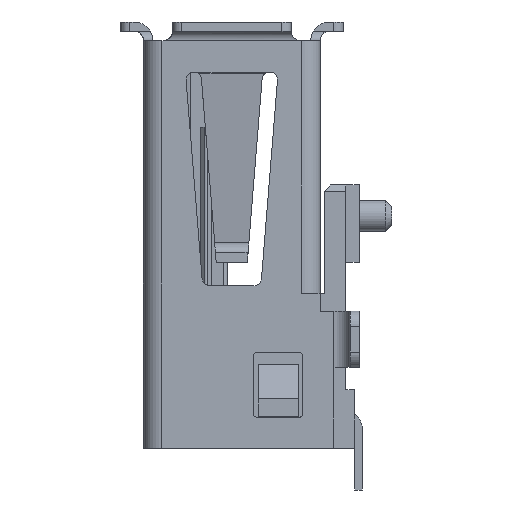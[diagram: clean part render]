
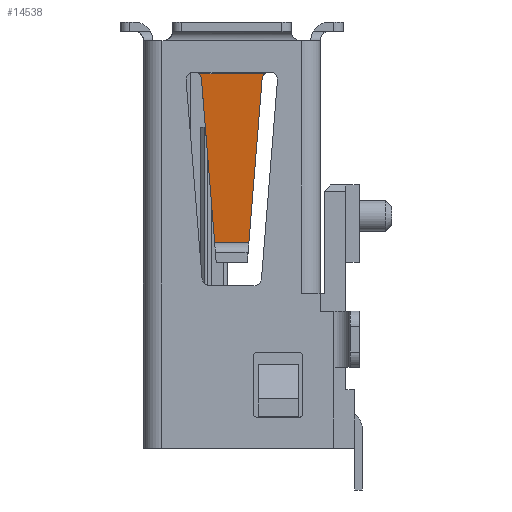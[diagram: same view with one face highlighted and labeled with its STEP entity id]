
A CAD part, left-side view. The second image highlights one B-rep face of the part: STEP entity #14538.
In plain terms, the highlighted planar face has unit normal (-0.995, 0, -0.103).
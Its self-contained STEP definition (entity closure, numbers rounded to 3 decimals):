
#188 = VERTEX_POINT ( 'NONE', #312 ) ;
#250 = ORIENTED_EDGE ( 'NONE', *, *, #8338, .T. ) ;
#288 = VERTEX_POINT ( 'NONE', #5800 ) ;
#312 = CARTESIAN_POINT ( 'NONE',  ( -6.529, 0.981, -1.85 ) ) ;
#1177 = ORIENTED_EDGE ( 'NONE', *, *, #4789, .T. ) ;
#1246 = DIRECTION ( 'NONE',  ( 0., -1., 0. ) ) ;
#1296 = CARTESIAN_POINT ( 'NONE',  ( -6.529, -0.981, -1.85 ) ) ;
#1350 = DIRECTION ( 'NONE',  ( 0.103, -0.08, -0.992 ) ) ;
#1768 = CARTESIAN_POINT ( 'NONE',  ( -6.547, 1.066, -1.682 ) ) ;
#2196 = VECTOR ( 'NONE', #14464, 1000. ) ;
#2468 = DIRECTION ( 'NONE',  ( -0.103, -0.08, 0.992 ) ) ;
#2619 = CARTESIAN_POINT ( 'NONE',  ( -6.536, -0.987, -1.784 ) ) ;
#2898 = VERTEX_POINT ( 'NONE', #10556 ) ;
#2935 = LINE ( 'NONE', #7928, #2196 ) ;
#3279 = DIRECTION ( 'NONE',  ( -0.103, 0., 0.995 ) ) ;
#3657 = LINE ( 'NONE', #15046, #6781 ) ;
#3684 = LINE ( 'NONE', #14753, #12650 ) ;
#3952 = EDGE_CURVE ( 'NONE', #2898, #8221, #3684, .T. ) ;
#4733 =( BOUNDED_CURVE ( )  B_SPLINE_CURVE ( 3, ( #1296, #2619, #13898, #7611 ),
 .UNSPECIFIED., .F., .T. ) 
 B_SPLINE_CURVE_WITH_KNOTS ( ( 4, 4 ),
 ( 1.651, 2.424 ),
 .UNSPECIFIED. ) 
 CURVE ( )  GEOMETRIC_REPRESENTATION_ITEM ( )  RATIONAL_B_SPLINE_CURVE ( ( 1., 0.951, 0.951, 1. ) ) 
 REPRESENTATION_ITEM ( '' )  );
#4789 = EDGE_CURVE ( 'NONE', #188, #2898, #6188, .T. ) ;
#5120 = CARTESIAN_POINT ( 'NONE',  ( -6.529, 0.981, -1.85 ) ) ;
#5135 = EDGE_CURVE ( 'NONE', #14818, #15475, #2935, .T. ) ;
#5509 = CARTESIAN_POINT ( 'NONE',  ( -6.542, 1.016, -1.725 ) ) ;
#5566 = CARTESIAN_POINT ( 'NONE',  ( -6.547, -1.066, -1.682 ) ) ;
#5800 = CARTESIAN_POINT ( 'NONE',  ( -6.529, -0.981, -1.85 ) ) ;
#5804 = ORIENTED_EDGE ( 'NONE', *, *, #16174, .T. ) ;
#5971 = EDGE_CURVE ( 'NONE', #8221, #288, #3657, .T. ) ;
#6029 = PLANE ( 'NONE',  #9384 ) ;
#6188 = LINE ( 'NONE', #5120, #7963 ) ;
#6781 = VECTOR ( 'NONE', #2468, 1000. ) ;
#7008 = CARTESIAN_POINT ( 'NONE',  ( -5.982, -0.554, -7.149 ) ) ;
#7611 = CARTESIAN_POINT ( 'NONE',  ( -6.547, -1.066, -1.682 ) ) ;
#7928 = CARTESIAN_POINT ( 'NONE',  ( -6.547, -1., -1.682 ) ) ;
#7963 = VECTOR ( 'NONE', #1350, 1000. ) ;
#8221 = VERTEX_POINT ( 'NONE', #7008 ) ;
#8338 = EDGE_CURVE ( 'NONE', #14818, #188, #13001, .T. ) ;
#9340 = CARTESIAN_POINT ( 'NONE',  ( -6.536, 0.987, -1.784 ) ) ;
#9384 = AXIS2_PLACEMENT_3D ( 'NONE', #11012, #13544, #3279 ) ;
#9422 = CARTESIAN_POINT ( 'NONE',  ( -6.547, 1.066, -1.682 ) ) ;
#9666 = ORIENTED_EDGE ( 'NONE', *, *, #3952, .T. ) ;
#10556 = CARTESIAN_POINT ( 'NONE',  ( -5.982, 0.554, -7.149 ) ) ;
#10664 = CARTESIAN_POINT ( 'NONE',  ( -6.529, 0.981, -1.85 ) ) ;
#10857 = ORIENTED_EDGE ( 'NONE', *, *, #5971, .T. ) ;
#11012 = CARTESIAN_POINT ( 'NONE',  ( -5.982, -1., -7.149 ) ) ;
#12650 = VECTOR ( 'NONE', #1246, 1000. ) ;
#13001 =( BOUNDED_CURVE ( )  B_SPLINE_CURVE ( 3, ( #9422, #5509, #9340, #10664 ),
 .UNSPECIFIED., .F., .F. ) 
 B_SPLINE_CURVE_WITH_KNOTS ( ( 4, 4 ),
 ( 3.859, 4.632 ),
 .UNSPECIFIED. ) 
 CURVE ( )  GEOMETRIC_REPRESENTATION_ITEM ( )  RATIONAL_B_SPLINE_CURVE ( ( 1., 0.951, 0.951, 1. ) ) 
 REPRESENTATION_ITEM ( '' )  );
#13476 = FACE_OUTER_BOUND ( 'NONE', #15862, .T. ) ;
#13544 = DIRECTION ( 'NONE',  ( -0.995, 0., -0.103 ) ) ;
#13898 = CARTESIAN_POINT ( 'NONE',  ( -6.542, -1.016, -1.725 ) ) ;
#14464 = DIRECTION ( 'NONE',  ( 0., -1., 0. ) ) ;
#14538 = ADVANCED_FACE ( 'NONE', ( #13476 ), #6029, .T. ) ;
#14753 = CARTESIAN_POINT ( 'NONE',  ( -5.982, -1., -7.149 ) ) ;
#14818 = VERTEX_POINT ( 'NONE', #1768 ) ;
#15046 = CARTESIAN_POINT ( 'NONE',  ( -5.982, -0.554, -7.149 ) ) ;
#15475 = VERTEX_POINT ( 'NONE', #5566 ) ;
#15862 = EDGE_LOOP ( 'NONE', ( #9666, #10857, #5804, #16192, #250, #1177 ) ) ;
#16174 = EDGE_CURVE ( 'NONE', #288, #15475, #4733, .T. ) ;
#16192 = ORIENTED_EDGE ( 'NONE', *, *, #5135, .F. ) ;
